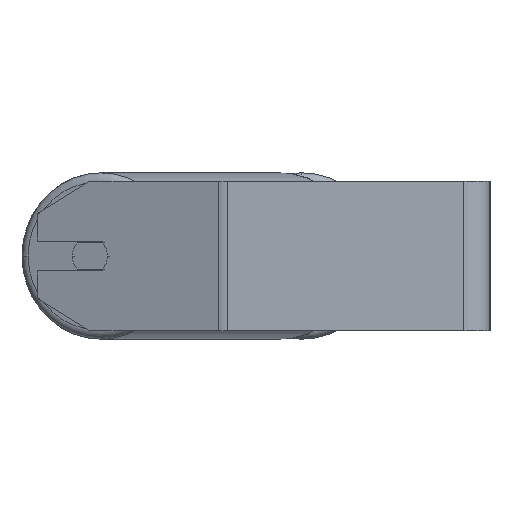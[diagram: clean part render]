
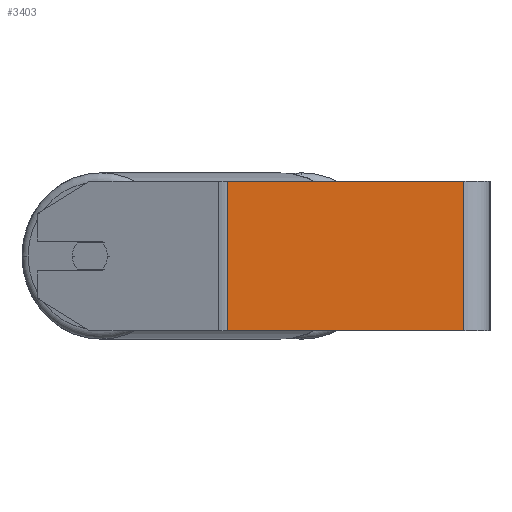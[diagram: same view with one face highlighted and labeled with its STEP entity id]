
A CAD part, left-side view. The second image highlights one B-rep face of the part: STEP entity #3403.
In plain terms, the highlighted planar face has unit normal (-1, 0, 0).
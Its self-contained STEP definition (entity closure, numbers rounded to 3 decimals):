
#466 = LINE ( 'NONE', #5020, #5953 ) ;
#508 = LINE ( 'NONE', #7199, #6459 ) ;
#634 = LINE ( 'NONE', #8072, #3467 ) ;
#1115 = DIRECTION ( 'NONE',  ( 0., 0., -1. ) ) ;
#2288 = DIRECTION ( 'NONE',  ( 0., -1., 0. ) ) ;
#2336 = CARTESIAN_POINT ( 'NONE',  ( -490., 142.85, 40. ) ) ;
#2492 = AXIS2_PLACEMENT_3D ( 'NONE', #2336, #4474, #1115 ) ;
#2908 = VECTOR ( 'NONE', #2288, 1000. ) ;
#3118 = VERTEX_POINT ( 'NONE', #3902 ) ;
#3403 = ADVANCED_FACE ( 'NONE', ( #7842 ), #4383, .F. ) ;
#3467 = VECTOR ( 'NONE', #8736, 1000. ) ;
#3471 = EDGE_CURVE ( 'NONE', #4857, #3118, #508, .T. ) ;
#3671 = ORIENTED_EDGE ( 'NONE', *, *, #7750, .T. ) ;
#3902 = CARTESIAN_POINT ( 'NONE',  ( -490., 14., 40. ) ) ;
#4245 = CARTESIAN_POINT ( 'NONE',  ( -490., 140.381, 40. ) ) ;
#4338 = ORIENTED_EDGE ( 'NONE', *, *, #4780, .T. ) ;
#4383 = PLANE ( 'NONE',  #2492 ) ;
#4474 = DIRECTION ( 'NONE',  ( 1., 0., 0. ) ) ;
#4780 = EDGE_CURVE ( 'NONE', #6756, #6632, #4927, .T. ) ;
#4857 = VERTEX_POINT ( 'NONE', #4245 ) ;
#4927 = LINE ( 'NONE', #6214, #2908 ) ;
#5020 = CARTESIAN_POINT ( 'NONE',  ( -490., 140.381, 40. ) ) ;
#5240 = EDGE_CURVE ( 'NONE', #3118, #6632, #634, .T. ) ;
#5778 = DIRECTION ( 'NONE',  ( 0., -1., 0. ) ) ;
#5953 = VECTOR ( 'NONE', #7765, 1000. ) ;
#6214 = CARTESIAN_POINT ( 'NONE',  ( -490., 142.85, -40. ) ) ;
#6459 = VECTOR ( 'NONE', #5778, 1000. ) ;
#6632 = VERTEX_POINT ( 'NONE', #8459 ) ;
#6756 = VERTEX_POINT ( 'NONE', #6822 ) ;
#6822 = CARTESIAN_POINT ( 'NONE',  ( -490., 140.381, -40. ) ) ;
#7199 = CARTESIAN_POINT ( 'NONE',  ( -490., 142.85, 40. ) ) ;
#7750 = EDGE_CURVE ( 'NONE', #4857, #6756, #466, .T. ) ;
#7765 = DIRECTION ( 'NONE',  ( 0., 0., -1. ) ) ;
#7842 = FACE_OUTER_BOUND ( 'NONE', #8455, .T. ) ;
#7862 = ORIENTED_EDGE ( 'NONE', *, *, #3471, .F. ) ;
#8072 = CARTESIAN_POINT ( 'NONE',  ( -490., 14., 40. ) ) ;
#8455 = EDGE_LOOP ( 'NONE', ( #4338, #8676, #7862, #3671 ) ) ;
#8459 = CARTESIAN_POINT ( 'NONE',  ( -490., 14., -40. ) ) ;
#8676 = ORIENTED_EDGE ( 'NONE', *, *, #5240, .F. ) ;
#8736 = DIRECTION ( 'NONE',  ( 0., 0., -1. ) ) ;
